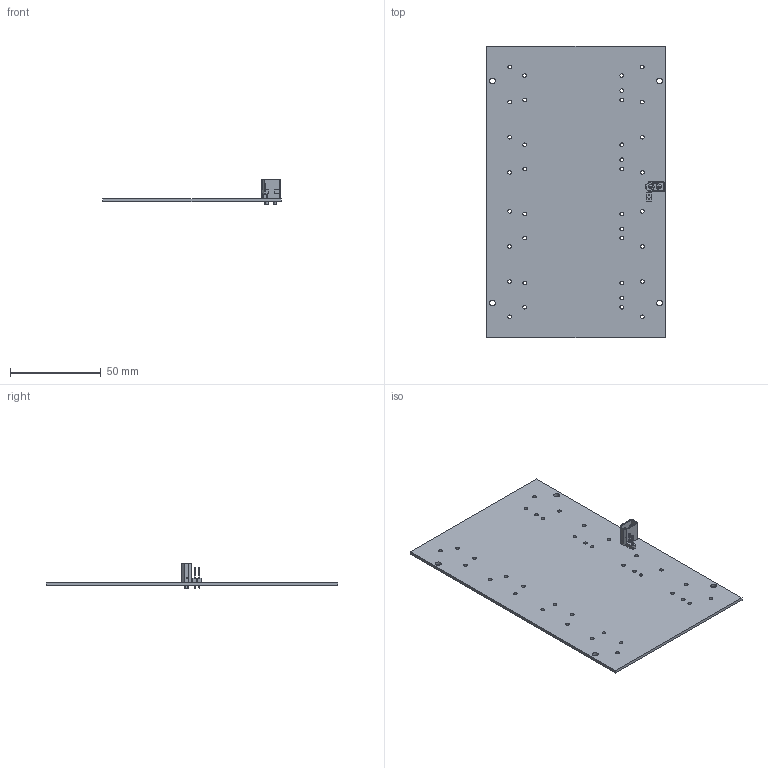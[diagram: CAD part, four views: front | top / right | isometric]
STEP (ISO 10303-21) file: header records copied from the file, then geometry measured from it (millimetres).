
FILE_DESCRIPTION(('KiCad electronic assembly'),'2;1');
FILE_NAME('battery-board.step','2022-02-06T13:18:26',('Pcbnew'),('Kicad' ),'Open CASCADE STEP processor 7.5','KiCad to STEP converter', 'Unknown');
FILE_SCHEMA(('AUTOMOTIVE_DESIGN { 1 0 10303 214 1 1 1 1 }'));
Length unit declared in the file: millimetre
Products named in the file (6): battery-board 1; PinHeader_1x02_P2.54mm_Vertical; SOLID; XT30-male; COMPOUND; _autosave-battery-board PCB
Assembly tree (5 placements, depth 3):
  battery-board 1
    PinHeader_1x02_P2.54mm_Vertical
      SOLID
    XT30-male
      COMPOUND
    _autosave-battery-board PCB
Bounding box: 98 x 160 x 13.5 mm (x, y, z)
Volume: 25125.9 mm3; surface area: 33272.5 mm2
Topology: 3 solids, 3 shells, 270 faces, 684 edges, 410 vertices
Faces by surface type: bspline 220, cylinder 44, plane 6
Full cylindrical faces by diameter (mm): 1 x2, 2 x36, 2.7 x2, 3.2 x4
Entity records: 18790 total; most frequent: CARTESIAN_POINT 8803, ORIENTED_EDGE 1328, PCURVE 1328, DEFINITIONAL_REPRESENTATION 1328, B_SPLINE_CURVE_WITH_KNOTS 1324, EDGE_CURVE 664, SURFACE_CURVE 614, DIRECTION 544
